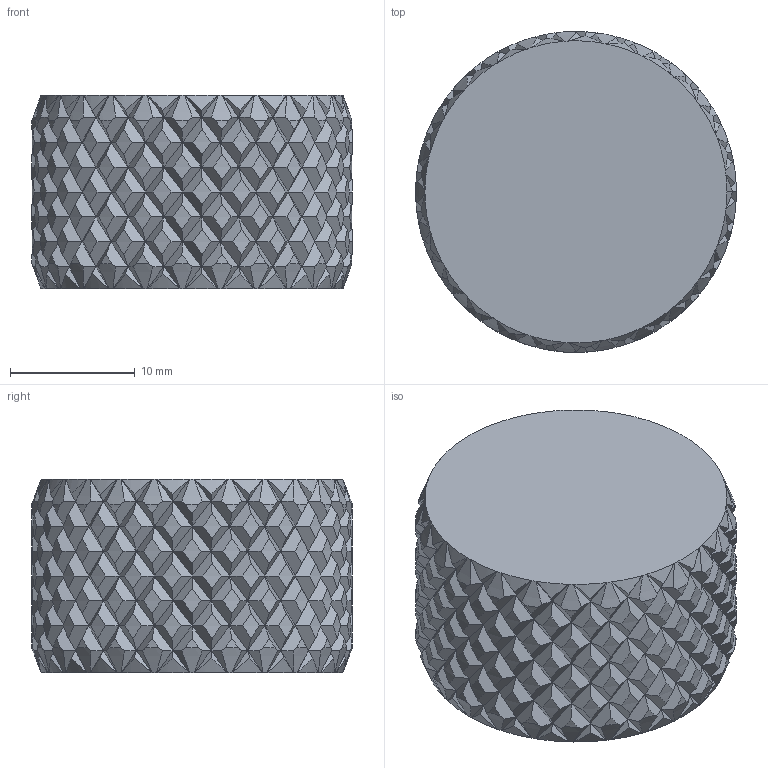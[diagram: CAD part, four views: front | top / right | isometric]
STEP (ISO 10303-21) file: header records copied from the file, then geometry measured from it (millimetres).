
FILE_DESCRIPTION(('FreeCAD Model'),'2;1');
FILE_NAME('Open CASCADE Shape Model','2022-01-25T09:55:01',('Author'),( ''),'Open CASCADE STEP processor 7.5','FreeCAD','Unknown');
FILE_SCHEMA(('AUTOMOTIVE_DESIGN { 1 0 10303 214 1 1 1 1 }'));
Products named in the file (1): intersection001
Bounding box: 25.75 x 25.75 x 15.5 mm (x, y, z)
Volume: 7609.3 mm3; surface area: 2616.7 mm2
Topology: 1 solids, 1 shells, 1082 faces, 2357 edges, 1277 vertices
Faces by surface type: plane 802, cylinder 178, cone 102
Entity records: 60632 total; most frequent: CARTESIAN_POINT 15431, DIRECTION 7889, ORIENTED_EDGE 4714, PCURVE 4714, DEFINITIONAL_REPRESENTATION 4714, LINE 2617, VECTOR 2617, B_SPLINE_CURVE_WITH_KNOTS 2400
